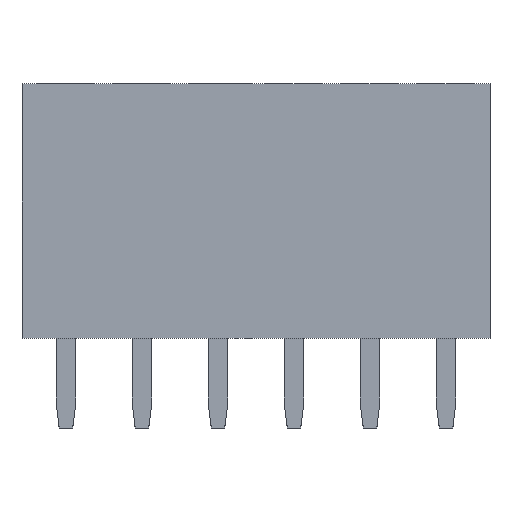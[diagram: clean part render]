
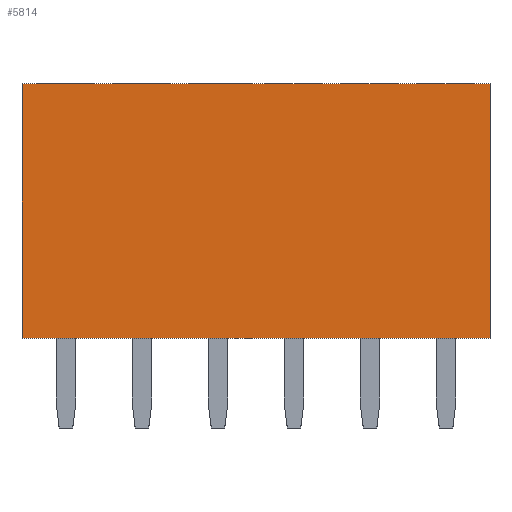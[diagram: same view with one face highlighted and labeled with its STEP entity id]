
A CAD part, top view. The second image highlights one B-rep face of the part: STEP entity #5814.
In plain terms, the highlighted planar face has unit normal (0, 0, 1).
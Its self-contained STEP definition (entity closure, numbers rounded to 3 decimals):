
#358=DIRECTION('',(-1.,0.,0.));
#359=VECTOR('',#358,15.64);
#360=CARTESIAN_POINT('',(14.17,0.,2.52));
#361=LINE('',#360,#359);
#2633=DIRECTION('',(0.,1.,0.));
#2634=VECTOR('',#2633,8.5);
#2635=CARTESIAN_POINT('',(14.17,-8.5,2.52));
#2636=LINE('',#2635,#2634);
#2654=DIRECTION('',(1.,0.,0.));
#2655=VECTOR('',#2654,15.64);
#2656=CARTESIAN_POINT('',(-1.47,-8.5,2.52));
#2657=LINE('',#2656,#2655);
#2668=DIRECTION('',(0.,1.,0.));
#2669=VECTOR('',#2668,8.5);
#2670=CARTESIAN_POINT('',(-1.47,-8.5,2.52));
#2671=LINE('',#2670,#2669);
#3271=CARTESIAN_POINT('',(-1.47,-8.5,2.52));
#3272=CARTESIAN_POINT('',(-1.47,0.,2.52));
#3273=VERTEX_POINT('',#3271);
#3274=VERTEX_POINT('',#3272);
#3287=CARTESIAN_POINT('',(14.17,-8.5,2.52));
#3288=CARTESIAN_POINT('',(14.17,0.,2.52));
#3289=VERTEX_POINT('',#3287);
#3290=VERTEX_POINT('',#3288);
#5801=CARTESIAN_POINT('',(-1.27,0.,2.52));
#5802=DIRECTION('',(0.,0.,1.));
#5803=DIRECTION('',(1.,0.,0.));
#5804=AXIS2_PLACEMENT_3D('',#5801,#5802,#5803);
#5805=PLANE('',#5804);
#5806=ORIENTED_EDGE('',*,*,#3392,.F.);
#5807=ORIENTED_EDGE('',*,*,#5784,.F.);
#5809=ORIENTED_EDGE('',*,*,#5808,.F.);
#5811=ORIENTED_EDGE('',*,*,#5810,.T.);
#5812=EDGE_LOOP('',(#5806,#5807,#5809,#5811));
#5813=FACE_OUTER_BOUND('',#5812,.F.);
#5814=ADVANCED_FACE('',(#5813),#5805,.T.);
#3392=EDGE_CURVE('',#3290,#3274,#361,.T.);
#5784=EDGE_CURVE('',#3289,#3290,#2636,.T.);
#5808=EDGE_CURVE('',#3273,#3289,#2657,.T.);
#5810=EDGE_CURVE('',#3273,#3274,#2671,.T.);
